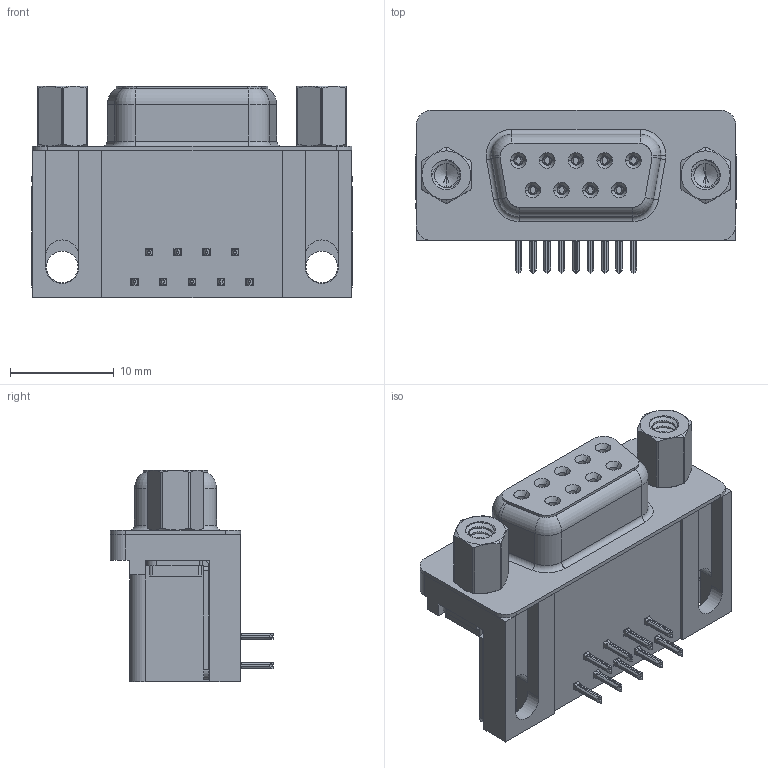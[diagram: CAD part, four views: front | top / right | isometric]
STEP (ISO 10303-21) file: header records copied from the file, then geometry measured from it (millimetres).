
FILE_DESCRIPTION (( 'STEP AP203' ), '1' );
FILE_NAME ('630-009-240-513.STEP', '2021-09-22T13:11:11', ( '' ), ( '' ), 'SwSTEP 2.0', 'SolidWorks 2020', '' );
FILE_SCHEMA (( 'CONFIG_CONTROL_DESIGN' ));
Length unit declared in the file: millimetre
Products named in the file (8): 630-009-240-513; 630 4-40 Threaded Rivet; 630 Thru Hole Board Mount; 630 Contact Bottom; 630 4-40 Hex Standoff 5; 630 Housing_09 Socket; 630 Contact Top; 630 Shell_09 Socket
Assembly tree (17 placements, depth 2):
  630-009-240-513
    630 Housing_09 Socket
    630 Shell_09 Socket
    630 Contact Bottom  x4
    630 Contact Top  x5
    630 Thru Hole Board Mount  x2
    630 4-40 Threaded Rivet  x2
    630 4-40 Hex Standoff 5  x2
Bounding box: 30.89 x 15.73 x 20.4 mm (x, y, z)
Volume: 4413.3 mm3; surface area: 5898.8 mm2
Topology: 17 solids, 17 shells, 1696 faces, 4468 edges, 2818 vertices
Faces by surface type: plane 704, cylinder 488, bspline 326, cone 140, torus 38
Entity records: 28527 total; most frequent: CARTESIAN_POINT 11785, ORIENTED_EDGE 3468, DIRECTION 2951, EDGE_CURVE 1734, VERTEX_POINT 1105, AXIS2_PLACEMENT_3D 991, LINE 969, VECTOR 969
